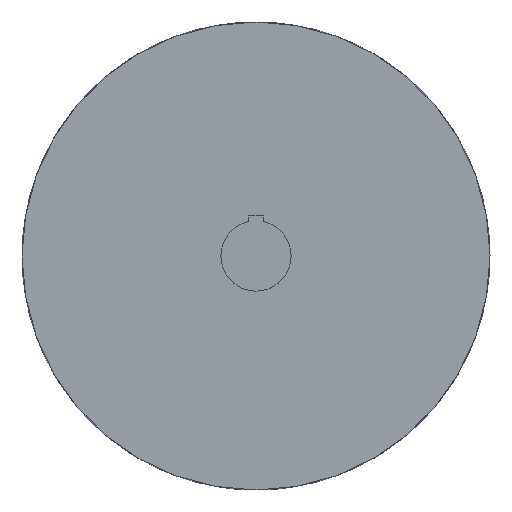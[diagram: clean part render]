
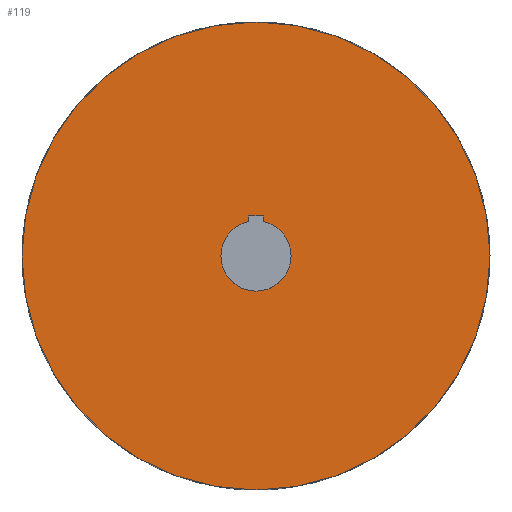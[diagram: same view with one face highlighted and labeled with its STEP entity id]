
A CAD part, left-side view. The second image highlights one B-rep face of the part: STEP entity #119.
In plain terms, the highlighted planar face has unit normal (-1, 0, 0).
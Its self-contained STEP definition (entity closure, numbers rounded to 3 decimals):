
#119=ADVANCED_FACE('',(#214,#215),#216,.T.);
#214=FACE_BOUND('',#338,.T.);
#215=FACE_OUTER_BOUND('',#339,.T.);
#216=PLANE('',#340);
#338=EDGE_LOOP('',(#694,#695,#696,#697,#698));
#339=EDGE_LOOP('',(#699,#700));
#340=AXIS2_PLACEMENT_3D('',#701,#702,#703);
#694=ORIENTED_EDGE('',*,*,#1005,.T.);
#695=ORIENTED_EDGE('',*,*,#1008,.T.);
#696=ORIENTED_EDGE('',*,*,#990,.T.);
#697=ORIENTED_EDGE('',*,*,#999,.T.);
#698=ORIENTED_EDGE('',*,*,#1002,.T.);
#699=ORIENTED_EDGE('',*,*,#1015,.T.);
#700=ORIENTED_EDGE('',*,*,#978,.T.);
#701=CARTESIAN_POINT('',(-33.0,0.0,0.0));
#702=DIRECTION('',(-1.0,0.0,0.0));
#703=DIRECTION('',(0.0,0.0,1.0));
#978=EDGE_CURVE('',#1199,#1196,#1200,.T.);
#990=EDGE_CURVE('',#1223,#1221,#1224,.T.);
#999=EDGE_CURVE('',#1221,#1236,#1237,.T.);
#1002=EDGE_CURVE('',#1236,#1241,#1242,.T.);
#1005=EDGE_CURVE('',#1241,#1246,#1247,.T.);
#1008=EDGE_CURVE('',#1246,#1223,#1251,.T.);
#1015=EDGE_CURVE('',#1196,#1199,#1262,.T.);
#1196=VERTEX_POINT('',#1885);
#1199=VERTEX_POINT('',#1889);
#1200=CIRCLE('',#1890,20.0);
#1221=VERTEX_POINT('',#1981);
#1223=VERTEX_POINT('',#1984);
#1224=CIRCLE('',#1985,3.0);
#1236=VERTEX_POINT('',#2101);
#1237=LINE('',#2102,#2103);
#1241=VERTEX_POINT('',#2109);
#1242=LINE('',#2110,#2111);
#1246=VERTEX_POINT('',#2117);
#1247=LINE('',#2118,#2119);
#1251=CIRCLE('',#2125,3.0);
#1262=CIRCLE('',#2170,20.0);
#1885=CARTESIAN_POINT('',(-33.0,0.0,-20.0));
#1889=CARTESIAN_POINT('',(-33.0,0.,20.0));
#1890=AXIS2_PLACEMENT_3D('',#2764,#2765,#2766);
#1981=CARTESIAN_POINT('',(-33.0,0.6,2.939));
#1984=CARTESIAN_POINT('',(-33.0,0.,-3.0));
#1985=AXIS2_PLACEMENT_3D('',#2783,#2784,#2785);
#2101=CARTESIAN_POINT('',(-33.0,0.6,3.42));
#2102=CARTESIAN_POINT('',(-33.0,0.6,0.855));
#2103=VECTOR('',#2789,1.0);
#2109=CARTESIAN_POINT('',(-33.0,-0.6,3.42));
#2110=CARTESIAN_POINT('',(-33.0,0.0,3.42));
#2111=VECTOR('',#2792,1.0);
#2117=CARTESIAN_POINT('',(-33.0,-0.6,2.939));
#2118=CARTESIAN_POINT('',(-33.0,-0.6,0.855));
#2119=VECTOR('',#2795,1.0);
#2125=AXIS2_PLACEMENT_3D('',#2798,#2799,#2800);
#2170=AXIS2_PLACEMENT_3D('',#2813,#2814,#2815);
#2764=CARTESIAN_POINT('',(-33.0,0.0,0.0));
#2765=DIRECTION('',(-1.0,0.0,0.0));
#2766=DIRECTION('',(0.0,0.0,-1.0));
#2783=CARTESIAN_POINT('',(-33.0,0.0,0.0));
#2784=DIRECTION('',(1.0,0.0,0.0));
#2785=DIRECTION('',(0.0,0.0,-1.0));
#2789=DIRECTION('',(0.0,-0.0,1.0));
#2792=DIRECTION('',(0.0,-1.0,0.0));
#2795=DIRECTION('',(0.0,0.0,-1.0));
#2798=CARTESIAN_POINT('',(-33.0,0.0,0.0));
#2799=DIRECTION('',(1.0,0.0,0.0));
#2800=DIRECTION('',(0.0,0.0,-1.0));
#2813=CARTESIAN_POINT('',(-33.0,0.0,0.0));
#2814=DIRECTION('',(-1.0,0.0,0.0));
#2815=DIRECTION('',(0.0,0.0,-1.0));
